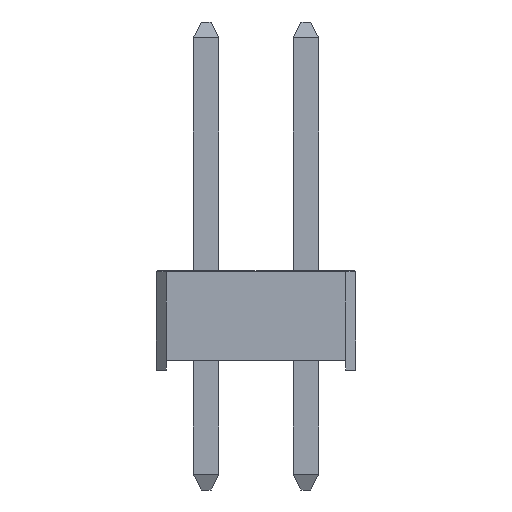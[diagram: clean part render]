
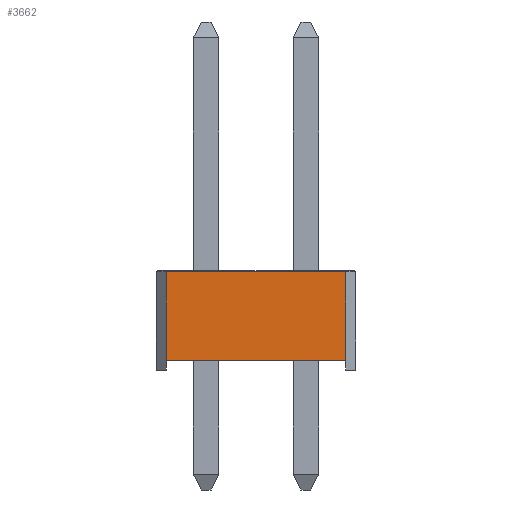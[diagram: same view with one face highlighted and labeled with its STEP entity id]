
A CAD part, front view. The second image highlights one B-rep face of the part: STEP entity #3662.
In plain terms, the highlighted planar face has unit normal (0, -1, 0).
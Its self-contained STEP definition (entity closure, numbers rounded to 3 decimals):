
#517 = PLANE('',#518);
#518 = AXIS2_PLACEMENT_3D('',#519,#520,#521);
#519 = CARTESIAN_POINT('',(3.683,-6.223,1.275));
#520 = DIRECTION('',(0.707,-0.707,0.)
  );
#521 = DIRECTION('',(-0.707,-0.707,0.));
#2077 = EDGE_CURVE('',#2078,#2080,#2082,.T.);
#2078 = VERTEX_POINT('',#2079);
#2079 = CARTESIAN_POINT('',(3.556,-6.35,0.254));
#2080 = VERTEX_POINT('',#2081);
#2081 = CARTESIAN_POINT('',(3.556,-6.35,2.52));
#2082 = SURFACE_CURVE('',#2083,(#2087,#2094),.PCURVE_S1.);
#2083 = LINE('',#2084,#2085);
#2084 = CARTESIAN_POINT('',(3.556,-6.35,2.53));
#2085 = VECTOR('',#2086,1.);
#2086 = DIRECTION('',(0.,0.,1.));
#2087 = PCURVE('',#517,#2088);
#2088 = DEFINITIONAL_REPRESENTATION('',(#2089),#2093);
#2089 = LINE('',#2090,#2091);
#2090 = CARTESIAN_POINT('',(0.18,-1.255));
#2091 = VECTOR('',#2092,1.);
#2092 = DIRECTION('',(0.,-1.));
#2093 = ( GEOMETRIC_REPRESENTATION_CONTEXT(2) 
PARAMETRIC_REPRESENTATION_CONTEXT() REPRESENTATION_CONTEXT('2D SPACE',''
  ) );
#2094 = PCURVE('',#2095,#2100);
#2095 = PLANE('',#2096);
#2096 = AXIS2_PLACEMENT_3D('',#2097,#2098,#2099);
#2097 = CARTESIAN_POINT('',(1.27,-6.35,1.397));
#2098 = DIRECTION('',(0.,-1.,0.));
#2099 = DIRECTION('',(0.,0.,-1.));
#2100 = DEFINITIONAL_REPRESENTATION('',(#2101),#2105);
#2101 = LINE('',#2102,#2103);
#2102 = CARTESIAN_POINT('',(-1.133,2.286));
#2103 = VECTOR('',#2104,1.);
#2104 = DIRECTION('',(-1.,0.));
#2105 = ( GEOMETRIC_REPRESENTATION_CONTEXT(2) 
PARAMETRIC_REPRESENTATION_CONTEXT() REPRESENTATION_CONTEXT('2D SPACE',''
  ) );
#2377 = PLANE('',#2378);
#2378 = AXIS2_PLACEMENT_3D('',#2379,#2380,#2381);
#2379 = CARTESIAN_POINT('',(-1.016,-6.34,2.53));
#2380 = DIRECTION('',(0.,0.707,-0.707)
  );
#2381 = DIRECTION('',(1.,0.,0.));
#3585 = PLANE('',#3586);
#3586 = AXIS2_PLACEMENT_3D('',#3587,#3588,#3589);
#3587 = CARTESIAN_POINT('',(1.27,-3.81,0.254));
#3588 = DIRECTION('',(0.,0.,-1.));
#3589 = DIRECTION('',(0.,-1.,0.));
#3662 = ADVANCED_FACE('',(#3663),#2095,.T.);
#3663 = FACE_BOUND('',#3664,.T.);
#3664 = EDGE_LOOP('',(#3665,#3666,#3689,#3717));
#3665 = ORIENTED_EDGE('',*,*,#2077,.T.);
#3666 = ORIENTED_EDGE('',*,*,#3667,.F.);
#3667 = EDGE_CURVE('',#3668,#2080,#3670,.T.);
#3668 = VERTEX_POINT('',#3669);
#3669 = CARTESIAN_POINT('',(-1.016,-6.35,2.52));
#3670 = SURFACE_CURVE('',#3671,(#3675,#3682),.PCURVE_S1.);
#3671 = LINE('',#3672,#3673);
#3672 = CARTESIAN_POINT('',(-1.016,-6.35,2.52));
#3673 = VECTOR('',#3674,1.);
#3674 = DIRECTION('',(1.,0.,0.));
#3675 = PCURVE('',#2095,#3676);
#3676 = DEFINITIONAL_REPRESENTATION('',(#3677),#3681);
#3677 = LINE('',#3678,#3679);
#3678 = CARTESIAN_POINT('',(-1.123,-2.286));
#3679 = VECTOR('',#3680,1.);
#3680 = DIRECTION('',(0.,1.));
#3681 = ( GEOMETRIC_REPRESENTATION_CONTEXT(2) 
PARAMETRIC_REPRESENTATION_CONTEXT() REPRESENTATION_CONTEXT('2D SPACE',''
  ) );
#3682 = PCURVE('',#2377,#3683);
#3683 = DEFINITIONAL_REPRESENTATION('',(#3684),#3688);
#3684 = LINE('',#3685,#3686);
#3685 = CARTESIAN_POINT('',(0.,0.014));
#3686 = VECTOR('',#3687,1.);
#3687 = DIRECTION('',(1.,0.));
#3688 = ( GEOMETRIC_REPRESENTATION_CONTEXT(2) 
PARAMETRIC_REPRESENTATION_CONTEXT() REPRESENTATION_CONTEXT('2D SPACE',''
  ) );
#3689 = ORIENTED_EDGE('',*,*,#3690,.F.);
#3690 = EDGE_CURVE('',#3691,#3668,#3693,.T.);
#3691 = VERTEX_POINT('',#3692);
#3692 = CARTESIAN_POINT('',(-1.016,-6.35,0.254));
#3693 = SURFACE_CURVE('',#3694,(#3698,#3705),.PCURVE_S1.);
#3694 = LINE('',#3695,#3696);
#3695 = CARTESIAN_POINT('',(-1.016,-6.35,0.254));
#3696 = VECTOR('',#3697,1.);
#3697 = DIRECTION('',(0.,0.,1.));
#3698 = PCURVE('',#2095,#3699);
#3699 = DEFINITIONAL_REPRESENTATION('',(#3700),#3704);
#3700 = LINE('',#3701,#3702);
#3701 = CARTESIAN_POINT('',(1.143,-2.286));
#3702 = VECTOR('',#3703,1.);
#3703 = DIRECTION('',(-1.,0.));
#3704 = ( GEOMETRIC_REPRESENTATION_CONTEXT(2) 
PARAMETRIC_REPRESENTATION_CONTEXT() REPRESENTATION_CONTEXT('2D SPACE',''
  ) );
#3705 = PCURVE('',#3706,#3711);
#3706 = PLANE('',#3707);
#3707 = AXIS2_PLACEMENT_3D('',#3708,#3709,#3710);
#3708 = CARTESIAN_POINT('',(-1.143,-6.223,1.275));
#3709 = DIRECTION('',(-0.707,-0.707,
    0.));
#3710 = DIRECTION('',(-0.707,0.707,0.));
#3711 = DEFINITIONAL_REPRESENTATION('',(#3712),#3716);
#3712 = LINE('',#3713,#3714);
#3713 = CARTESIAN_POINT('',(-0.18,1.021));
#3714 = VECTOR('',#3715,1.);
#3715 = DIRECTION('',(0.,-1.));
#3716 = ( GEOMETRIC_REPRESENTATION_CONTEXT(2) 
PARAMETRIC_REPRESENTATION_CONTEXT() REPRESENTATION_CONTEXT('2D SPACE',''
  ) );
#3717 = ORIENTED_EDGE('',*,*,#3718,.T.);
#3718 = EDGE_CURVE('',#3691,#2078,#3719,.T.);
#3719 = SURFACE_CURVE('',#3720,(#3724,#3731),.PCURVE_S1.);
#3720 = LINE('',#3721,#3722);
#3721 = CARTESIAN_POINT('',(1.524,-6.35,0.254));
#3722 = VECTOR('',#3723,1.);
#3723 = DIRECTION('',(1.,0.,0.));
#3724 = PCURVE('',#2095,#3725);
#3725 = DEFINITIONAL_REPRESENTATION('',(#3726),#3730);
#3726 = LINE('',#3727,#3728);
#3727 = CARTESIAN_POINT('',(1.143,0.254));
#3728 = VECTOR('',#3729,1.);
#3729 = DIRECTION('',(0.,1.));
#3730 = ( GEOMETRIC_REPRESENTATION_CONTEXT(2) 
PARAMETRIC_REPRESENTATION_CONTEXT() REPRESENTATION_CONTEXT('2D SPACE',''
  ) );
#3731 = PCURVE('',#3585,#3732);
#3732 = DEFINITIONAL_REPRESENTATION('',(#3733),#3737);
#3733 = LINE('',#3734,#3735);
#3734 = CARTESIAN_POINT('',(2.54,-0.254));
#3735 = VECTOR('',#3736,1.);
#3736 = DIRECTION('',(0.,-1.));
#3737 = ( GEOMETRIC_REPRESENTATION_CONTEXT(2) 
PARAMETRIC_REPRESENTATION_CONTEXT() REPRESENTATION_CONTEXT('2D SPACE',''
  ) );
